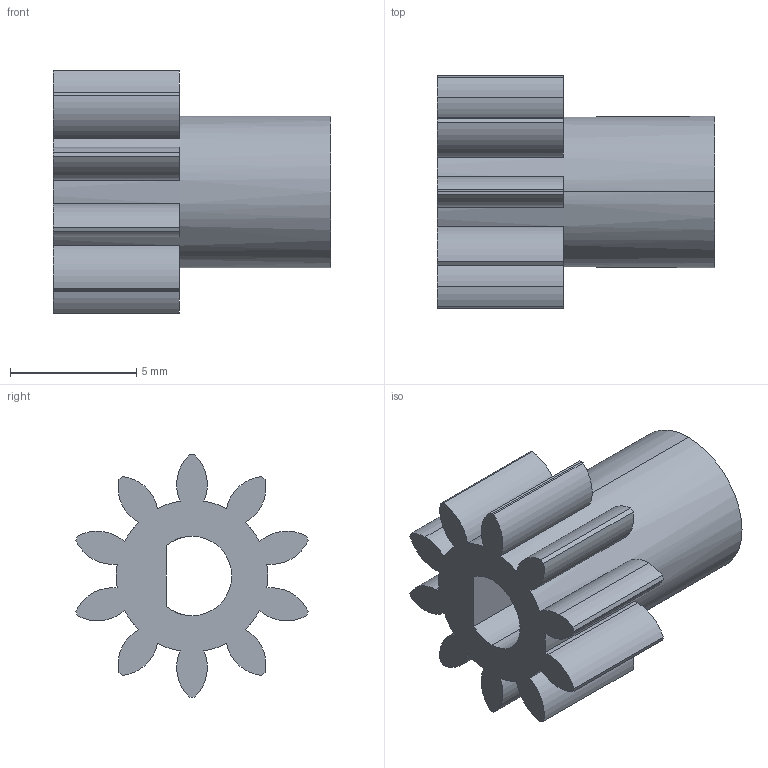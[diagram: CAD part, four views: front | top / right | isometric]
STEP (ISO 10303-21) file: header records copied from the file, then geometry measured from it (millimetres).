
FILE_DESCRIPTION (( 'STEP AP203' ), '1' );
FILE_NAME ('11.) Arm Motor Gear 2.0.STEP', '2023-08-09T18:54:15', ( '' ), ( '' ), 'SwSTEP 2.0', 'SolidWorks 2023', '' );
FILE_SCHEMA (( 'CONFIG_CONTROL_DESIGN' ));
Length unit declared in the file: millimetre
Products named in the file (1): 11.) Arm Motor Gear 2.0
Bounding box: 11 x 9.19 x 9.6 mm (x, y, z)
Surface area: 560.7 mm2 (no closed solid volume)
Topology: 0 solids, 1 shells, 54 faces, 156 edges, 104 vertices
Faces by surface type: cylinder 40, plane 14
Entity records: 1922 total; most frequent: DIRECTION 367, CARTESIAN_POINT 315, ORIENTED_EDGE 312, EDGE_CURVE 156, AXIS2_PLACEMENT_3D 156, VERTEX_POINT 104, CIRCLE 101, EDGE_LOOP 56
